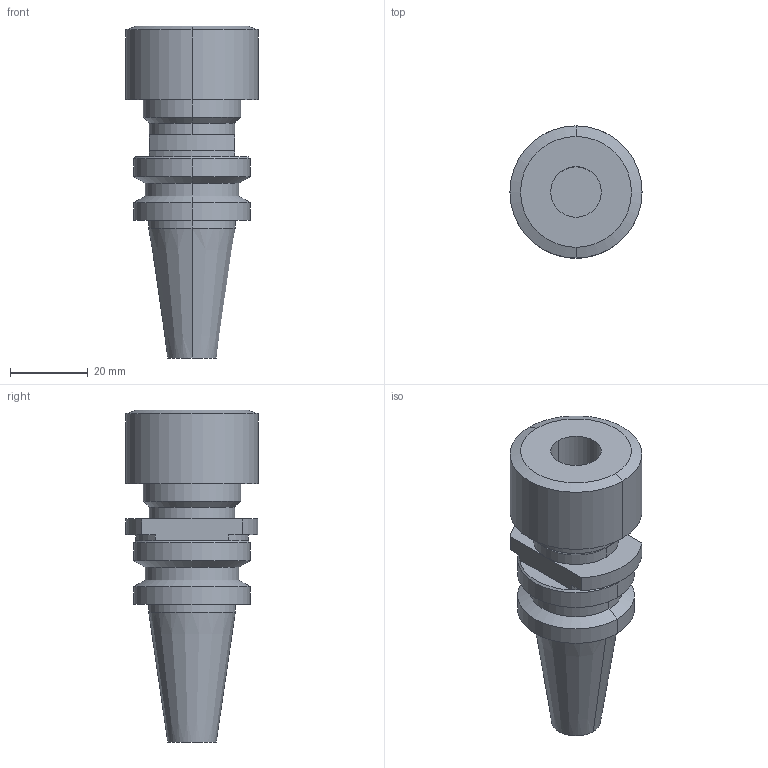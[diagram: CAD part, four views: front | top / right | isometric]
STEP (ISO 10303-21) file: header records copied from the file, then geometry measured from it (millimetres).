
FILE_DESCRIPTION (( 'STEP AP203' ), '1' );
FILE_NAME ('STP-16000-2520.STEP', '2016-01-28T03:42:15', ( 'user' ), ( '' ), 'SwSTEP 2.0', 'SolidWorks 2015', '' );
FILE_SCHEMA (( 'CONFIG_CONTROL_DESIGN' ));
Length unit declared in the file: millimetre
Products named in the file (1): STP-16000-2520
Bounding box: 34 x 34 x 85.4 mm (x, y, z)
Volume: 38818.2 mm3; surface area: 11072 mm2
Topology: 1 solids, 1 shells, 56 faces, 121 edges, 70 vertices
Faces by surface type: cylinder 26, cone 16, plane 14
Entity records: 1579 total; most frequent: DIRECTION 296, CARTESIAN_POINT 246, ORIENTED_EDGE 238, AXIS2_PLACEMENT_3D 120, EDGE_CURVE 119, VERTEX_POINT 70, CIRCLE 63, EDGE_LOOP 61
